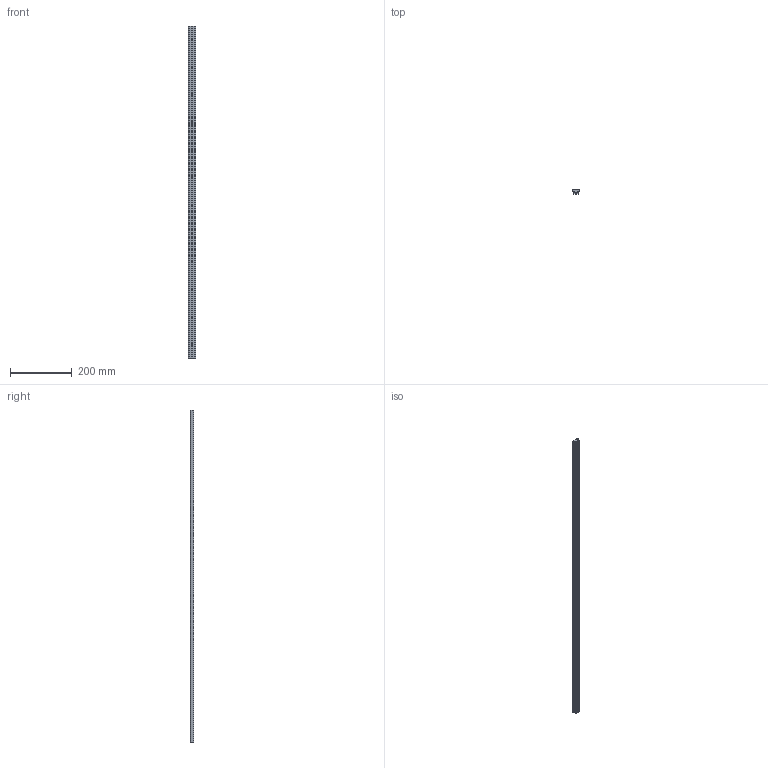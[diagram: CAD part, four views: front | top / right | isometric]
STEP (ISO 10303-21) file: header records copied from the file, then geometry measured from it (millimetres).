
FILE_DESCRIPTION (( 'STEP AP203' ), '1' );
FILE_NAME ('LVR-25-1076.step', '2024-05-13T17:20:08', ( '' ), ( '' ), 'SwSTEP 2.0', 'SolidWorks 2023', '' );
FILE_SCHEMA (( 'CONFIG_CONTROL_DESIGN' ));
Length unit declared in the file: millimetre
Products named in the file (1): LVR-25-1076
Bounding box: 25.45 x 12.66 x 1076 mm (x, y, z)
Volume: 205138.6 mm3; surface area: 88584.7 mm2
Topology: 1 solids, 1 shells, 90 faces, 228 edges, 152 vertices
Faces by surface type: cylinder 60, plane 30
Entity records: 2897 total; most frequent: DIRECTION 530, CARTESIAN_POINT 471, ORIENTED_EDGE 456, EDGE_CURVE 228, AXIS2_PLACEMENT_3D 211, VERTEX_POINT 152, EDGE_LOOP 126, CIRCLE 120
